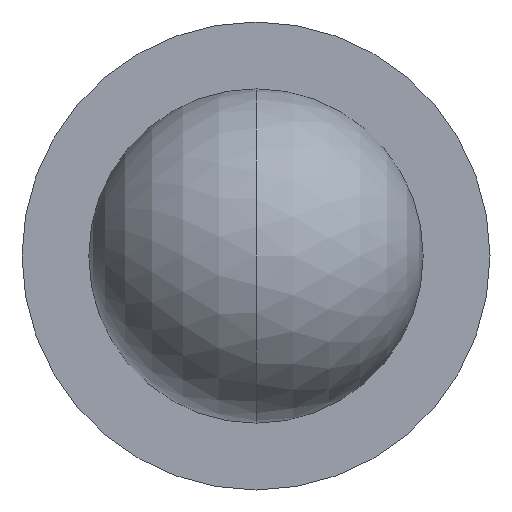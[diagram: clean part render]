
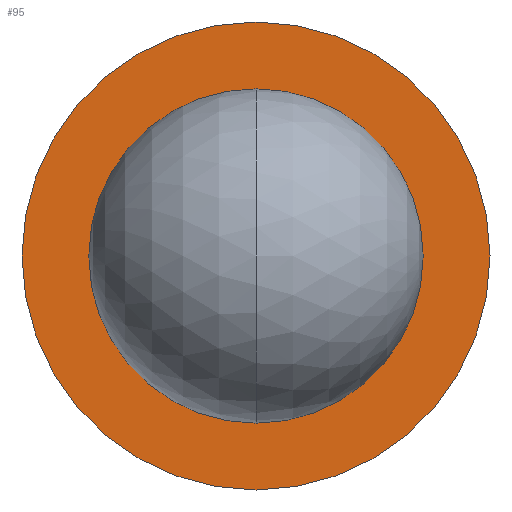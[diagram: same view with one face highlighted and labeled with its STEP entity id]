
A CAD part, front view. The second image highlights one B-rep face of the part: STEP entity #95.
In plain terms, the highlighted planar face has unit normal (0, -1, 0).
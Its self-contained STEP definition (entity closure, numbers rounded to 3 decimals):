
#4 = PLANE ( 'NONE',  #179 ) ;
#6 = FACE_BOUND ( 'NONE', #220, .T. ) ;
#20 = AXIS2_PLACEMENT_3D ( 'NONE', #180, #248, #245 ) ;
#23 = DIRECTION ( 'NONE',  ( 0., 1., 0. ) ) ;
#33 = CARTESIAN_POINT ( 'NONE',  ( 0., 280., 0. ) ) ;
#39 = ORIENTED_EDGE ( 'NONE', *, *, #241, .T. ) ;
#48 = EDGE_CURVE ( 'NONE', #201, #103, #74, .T. ) ;
#65 = FACE_OUTER_BOUND ( 'NONE', #215, .T. ) ;
#67 = AXIS2_PLACEMENT_3D ( 'NONE', #33, #94, #250 ) ;
#74 = CIRCLE ( 'NONE', #20, 70. ) ;
#94 = DIRECTION ( 'NONE',  ( 0., 1., 0. ) ) ;
#95 = ADVANCED_FACE ( 'NONE', ( #6, #65 ), #4, .F. ) ;
#96 = ORIENTED_EDGE ( 'NONE', *, *, #224, .T. ) ;
#98 = DIRECTION ( 'NONE',  ( 0., 1., 0. ) ) ;
#103 = VERTEX_POINT ( 'NONE', #200 ) ;
#114 = DIRECTION ( 'NONE',  ( 0., 0., 1. ) ) ;
#139 = CARTESIAN_POINT ( 'NONE',  ( 0., 280., 0. ) ) ;
#154 = CIRCLE ( 'NONE', #211, 50. ) ;
#168 = AXIS2_PLACEMENT_3D ( 'NONE', #139, #251, #114 ) ;
#172 = CIRCLE ( 'NONE', #67, 70. ) ;
#176 = ORIENTED_EDGE ( 'NONE', *, *, #216, .F. ) ;
#179 = AXIS2_PLACEMENT_3D ( 'NONE', #203, #23, #247 ) ;
#180 = CARTESIAN_POINT ( 'NONE',  ( 0., 280., 0. ) ) ;
#185 = CARTESIAN_POINT ( 'NONE',  ( 0., 280., 50. ) ) ;
#192 = VERTEX_POINT ( 'NONE', #185 ) ;
#200 = CARTESIAN_POINT ( 'NONE',  ( 0., 280., -70. ) ) ;
#201 = VERTEX_POINT ( 'NONE', #205 ) ;
#202 = ORIENTED_EDGE ( 'NONE', *, *, #48, .F. ) ;
#203 = CARTESIAN_POINT ( 'NONE',  ( 0., 280., 0. ) ) ;
#205 = CARTESIAN_POINT ( 'NONE',  ( 0., 280., 70. ) ) ;
#211 = AXIS2_PLACEMENT_3D ( 'NONE', #269, #98, #253 ) ;
#215 = EDGE_LOOP ( 'NONE', ( #176, #202 ) ) ;
#216 = EDGE_CURVE ( 'NONE', #103, #201, #172, .T. ) ;
#217 = CIRCLE ( 'NONE', #168, 50. ) ;
#220 = EDGE_LOOP ( 'NONE', ( #96, #39 ) ) ;
#224 = EDGE_CURVE ( 'NONE', #240, #192, #154, .T. ) ;
#240 = VERTEX_POINT ( 'NONE', #267 ) ;
#241 = EDGE_CURVE ( 'NONE', #192, #240, #217, .T. ) ;
#245 = DIRECTION ( 'NONE',  ( 0., 0., 1. ) ) ;
#247 = DIRECTION ( 'NONE',  ( 0., 0., 1. ) ) ;
#248 = DIRECTION ( 'NONE',  ( 0., 1., 0. ) ) ;
#250 = DIRECTION ( 'NONE',  ( 0., 0., 1. ) ) ;
#251 = DIRECTION ( 'NONE',  ( 0., 1., 0. ) ) ;
#253 = DIRECTION ( 'NONE',  ( 0., 0., 1. ) ) ;
#267 = CARTESIAN_POINT ( 'NONE',  ( 0., 280., -50. ) ) ;
#269 = CARTESIAN_POINT ( 'NONE',  ( 0., 280., 0. ) ) ;
